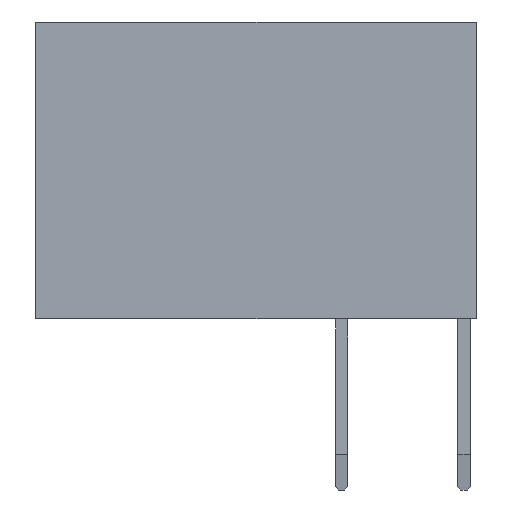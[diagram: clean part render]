
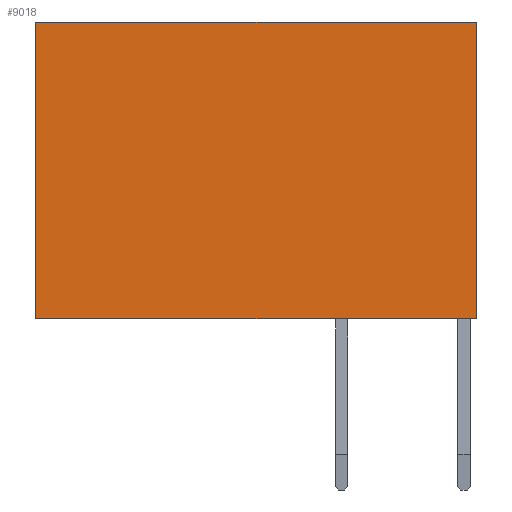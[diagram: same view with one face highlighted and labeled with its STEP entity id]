
A CAD part, left-side view. The second image highlights one B-rep face of the part: STEP entity #9018.
In plain terms, the highlighted planar face has unit normal (-1, 0, 0).
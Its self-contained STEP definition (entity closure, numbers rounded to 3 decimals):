
#7442=EDGE_CURVE('',#8804,#18138,#20347,.T.);
#8804=VERTEX_POINT('',#21824);
#9018=ADVANCED_FACE('',(#22053),#22054,.T.);
#11576=VERTEX_POINT('',#24821);
#11728=EDGE_CURVE('',#18138,#13602,#24990,.T.);
#11760=EDGE_CURVE('',#8804,#11576,#25023,.T.);
#13242=EDGE_CURVE('',#13602,#11576,#26634,.T.);
#13602=VERTEX_POINT('',#27054);
#18138=VERTEX_POINT('',#31968);
#20347=LINE('',#34727,#34728);
#21824=CARTESIAN_POINT('',(-13.25,0.,-2.55));
#22053=FACE_OUTER_BOUND('',#37212,.T.);
#22054=PLANE('',#37213);
#24821=CARTESIAN_POINT('',(-13.25,7.2,-2.55));
#24990=LINE('',#41486,#41487);
#25023=LINE('',#41537,#41538);
#26634=LINE('',#43847,#43848);
#27054=CARTESIAN_POINT('',(-13.25,7.2,2.3));
#31968=CARTESIAN_POINT('',(-13.25,0.,2.3));
#34727=CARTESIAN_POINT('',(-13.25,0.,-2.55));
#34728=VECTOR('',#54403,1.0);
#37212=EDGE_LOOP('',(#56061,#56062,#56063,#56064));
#37213=AXIS2_PLACEMENT_3D('',#56065,#56066,#56067);
#41486=CARTESIAN_POINT('',(-13.25,0.,2.3));
#41487=VECTOR('',#59045,1.0);
#41537=CARTESIAN_POINT('',(-13.25,0.,-2.55));
#41538=VECTOR('',#59077,1.0);
#43847=CARTESIAN_POINT('',(-13.25,7.2,-2.55));
#43848=VECTOR('',#60833,1.0);
#54403=DIRECTION('',(0.,0.,1.0));
#56061=ORIENTED_EDGE('',*,*,#13242,.T.);
#56062=ORIENTED_EDGE('',*,*,#11760,.F.);
#56063=ORIENTED_EDGE('',*,*,#7442,.T.);
#56064=ORIENTED_EDGE('',*,*,#11728,.T.);
#56065=CARTESIAN_POINT('',(-13.25,0.,2.3));
#56066=DIRECTION('',(-1.0,0.0,0.));
#56067=DIRECTION('',(0.,0.,1.0));
#59045=DIRECTION('',(0.,1.0,0.));
#59077=DIRECTION('',(0.,1.0,0.));
#60833=DIRECTION('',(0.,0.,-1.0));
